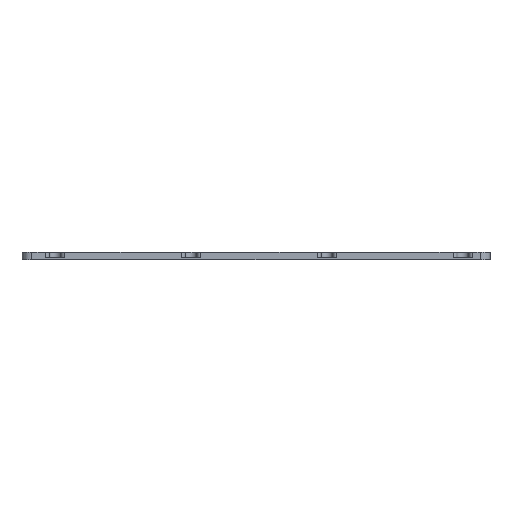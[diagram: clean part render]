
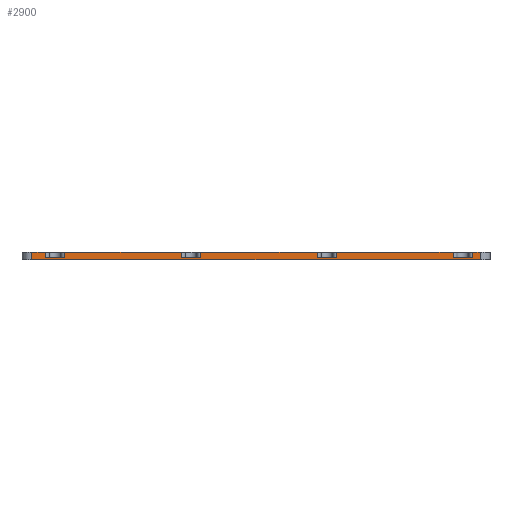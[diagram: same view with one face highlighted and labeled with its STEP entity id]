
A CAD part, left-side view. The second image highlights one B-rep face of the part: STEP entity #2900.
In plain terms, the highlighted planar face has unit normal (-1, 0, 0).
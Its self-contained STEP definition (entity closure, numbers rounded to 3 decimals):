
#91=PLANE('',#3196);
#193=FACE_OUTER_BOUND('',#383,.T.);
#383=EDGE_LOOP('',(#2286,#2287,#2288,#2289,#2290,#2291,#2292,#2293,#2294,
#2295,#2296,#2297,#2298,#2299,#2300,#2301,#2302,#2303,#2304,#2305));
#575=LINE('',#4554,#832);
#612=LINE('',#4718,#869);
#615=LINE('',#4730,#872);
#618=LINE('',#4742,#875);
#621=LINE('',#4754,#878);
#624=LINE('',#4766,#881);
#630=LINE('',#4791,#887);
#632=LINE('',#4797,#889);
#633=LINE('',#4798,#890);
#634=LINE('',#4799,#891);
#635=LINE('',#4801,#892);
#636=LINE('',#4803,#893);
#637=LINE('',#4804,#894);
#638=LINE('',#4806,#895);
#639=LINE('',#4808,#896);
#640=LINE('',#4809,#897);
#641=LINE('',#4811,#898);
#642=LINE('',#4813,#899);
#643=LINE('',#4814,#900);
#644=LINE('',#4815,#901);
#832=VECTOR('',#3644,10.);
#869=VECTOR('',#3785,10.);
#872=VECTOR('',#3794,10.);
#875=VECTOR('',#3803,10.);
#878=VECTOR('',#3812,10.);
#881=VECTOR('',#3821,10.);
#887=VECTOR('',#3847,10.);
#889=VECTOR('',#3853,10.);
#890=VECTOR('',#3854,10.);
#891=VECTOR('',#3855,10.);
#892=VECTOR('',#3856,10.);
#893=VECTOR('',#3857,10.);
#894=VECTOR('',#3858,10.);
#895=VECTOR('',#3859,10.);
#896=VECTOR('',#3860,10.);
#897=VECTOR('',#3861,10.);
#898=VECTOR('',#3862,10.);
#899=VECTOR('',#3863,10.);
#900=VECTOR('',#3864,10.);
#901=VECTOR('',#3865,10.);
#1277=VERTEX_POINT('',#4551);
#1278=VERTEX_POINT('',#4553);
#1352=VERTEX_POINT('',#4715);
#1353=VERTEX_POINT('',#4717);
#1358=VERTEX_POINT('',#4727);
#1359=VERTEX_POINT('',#4729);
#1364=VERTEX_POINT('',#4739);
#1365=VERTEX_POINT('',#4741);
#1370=VERTEX_POINT('',#4751);
#1371=VERTEX_POINT('',#4753);
#1376=VERTEX_POINT('',#4763);
#1377=VERTEX_POINT('',#4765);
#1386=VERTEX_POINT('',#4790);
#1388=VERTEX_POINT('',#4796);
#1389=VERTEX_POINT('',#4800);
#1390=VERTEX_POINT('',#4802);
#1391=VERTEX_POINT('',#4805);
#1392=VERTEX_POINT('',#4807);
#1393=VERTEX_POINT('',#4810);
#1394=VERTEX_POINT('',#4812);
#1602=EDGE_CURVE('',#1277,#1278,#575,.T.);
#1687=EDGE_CURVE('',#1352,#1353,#612,.T.);
#1693=EDGE_CURVE('',#1358,#1359,#615,.T.);
#1699=EDGE_CURVE('',#1364,#1365,#618,.T.);
#1705=EDGE_CURVE('',#1370,#1371,#621,.T.);
#1711=EDGE_CURVE('',#1376,#1377,#624,.T.);
#1724=EDGE_CURVE('',#1353,#1386,#630,.T.);
#1727=EDGE_CURVE('',#1388,#1386,#632,.T.);
#1728=EDGE_CURVE('',#1278,#1352,#633,.T.);
#1729=EDGE_CURVE('',#1277,#1377,#634,.T.);
#1730=EDGE_CURVE('',#1389,#1376,#635,.T.);
#1731=EDGE_CURVE('',#1389,#1390,#636,.T.);
#1732=EDGE_CURVE('',#1371,#1390,#637,.T.);
#1733=EDGE_CURVE('',#1391,#1370,#638,.T.);
#1734=EDGE_CURVE('',#1391,#1392,#639,.T.);
#1735=EDGE_CURVE('',#1365,#1392,#640,.T.);
#1736=EDGE_CURVE('',#1393,#1364,#641,.T.);
#1737=EDGE_CURVE('',#1393,#1394,#642,.T.);
#1738=EDGE_CURVE('',#1359,#1394,#643,.T.);
#1739=EDGE_CURVE('',#1388,#1358,#644,.T.);
#2286=ORIENTED_EDGE('',*,*,#1727,.T.);
#2287=ORIENTED_EDGE('',*,*,#1724,.F.);
#2288=ORIENTED_EDGE('',*,*,#1687,.F.);
#2289=ORIENTED_EDGE('',*,*,#1728,.F.);
#2290=ORIENTED_EDGE('',*,*,#1602,.F.);
#2291=ORIENTED_EDGE('',*,*,#1729,.T.);
#2292=ORIENTED_EDGE('',*,*,#1711,.F.);
#2293=ORIENTED_EDGE('',*,*,#1730,.F.);
#2294=ORIENTED_EDGE('',*,*,#1731,.T.);
#2295=ORIENTED_EDGE('',*,*,#1732,.F.);
#2296=ORIENTED_EDGE('',*,*,#1705,.F.);
#2297=ORIENTED_EDGE('',*,*,#1733,.F.);
#2298=ORIENTED_EDGE('',*,*,#1734,.T.);
#2299=ORIENTED_EDGE('',*,*,#1735,.F.);
#2300=ORIENTED_EDGE('',*,*,#1699,.F.);
#2301=ORIENTED_EDGE('',*,*,#1736,.F.);
#2302=ORIENTED_EDGE('',*,*,#1737,.T.);
#2303=ORIENTED_EDGE('',*,*,#1738,.F.);
#2304=ORIENTED_EDGE('',*,*,#1693,.F.);
#2305=ORIENTED_EDGE('',*,*,#1739,.F.);
#2900=ADVANCED_FACE('',(#193),#91,.T.);
#3196=AXIS2_PLACEMENT_3D('',#4795,#3851,#3852);
#3644=DIRECTION('',(0.,1.,0.));
#3785=DIRECTION('',(0.,-1.,0.));
#3794=DIRECTION('',(0.,-1.,0.));
#3803=DIRECTION('',(0.,-1.,0.));
#3812=DIRECTION('',(0.,-1.,0.));
#3821=DIRECTION('',(0.,-1.,0.));
#3847=DIRECTION('',(0.,0.,-1.));
#3851=DIRECTION('center_axis',(-1.,0.,0.));
#3852=DIRECTION('ref_axis',(0.,-1.,0.));
#3853=DIRECTION('',(0.,1.,0.));
#3854=DIRECTION('',(0.,0.,1.));
#3855=DIRECTION('',(0.,0.,1.));
#3856=DIRECTION('',(0.,0.,1.));
#3857=DIRECTION('',(0.,1.,0.));
#3858=DIRECTION('',(0.,0.,-1.));
#3859=DIRECTION('',(0.,0.,1.));
#3860=DIRECTION('',(0.,1.,0.));
#3861=DIRECTION('',(0.,0.,-1.));
#3862=DIRECTION('',(0.,0.,1.));
#3863=DIRECTION('',(0.,1.,0.));
#3864=DIRECTION('',(0.,0.,-1.));
#3865=DIRECTION('',(0.,0.,1.));
#4551=CARTESIAN_POINT('',(-96.,-129.,4.));
#4553=CARTESIAN_POINT('',(-96.,99.,4.));
#4554=CARTESIAN_POINT('',(-96.,-129.,4.));
#4715=CARTESIAN_POINT('',(-96.,99.,8.));
#4717=CARTESIAN_POINT('',(-96.,92.2,8.));
#4718=CARTESIAN_POINT('',(-96.,-129.,8.));
#4727=CARTESIAN_POINT('',(-96.,82.2,8.));
#4729=CARTESIAN_POINT('',(-96.,23.067,8.));
#4730=CARTESIAN_POINT('',(-96.,-129.,8.));
#4739=CARTESIAN_POINT('',(-96.,13.067,8.));
#4741=CARTESIAN_POINT('',(-96.,-46.067,8.));
#4742=CARTESIAN_POINT('',(-96.,-129.,8.));
#4751=CARTESIAN_POINT('',(-96.,-56.067,8.));
#4753=CARTESIAN_POINT('',(-96.,-115.2,8.));
#4754=CARTESIAN_POINT('',(-96.,-129.,8.));
#4763=CARTESIAN_POINT('',(-96.,-125.2,8.));
#4765=CARTESIAN_POINT('',(-96.,-129.,8.));
#4766=CARTESIAN_POINT('',(-96.,-129.,8.));
#4790=CARTESIAN_POINT('',(-96.,92.2,5.));
#4791=CARTESIAN_POINT('',(-96.,92.2,6.));
#4795=CARTESIAN_POINT('Origin',(-96.,99.,4.));
#4796=CARTESIAN_POINT('',(-96.,82.2,5.));
#4797=CARTESIAN_POINT('',(-96.,93.1,5.));
#4798=CARTESIAN_POINT('',(-96.,99.,4.));
#4799=CARTESIAN_POINT('',(-96.,-129.,4.));
#4800=CARTESIAN_POINT('',(-96.,-125.2,5.));
#4801=CARTESIAN_POINT('',(-96.,-125.2,6.));
#4802=CARTESIAN_POINT('',(-96.,-115.2,5.));
#4803=CARTESIAN_POINT('',(-96.,-10.6,5.));
#4804=CARTESIAN_POINT('',(-96.,-115.2,6.));
#4805=CARTESIAN_POINT('',(-96.,-56.067,5.));
#4806=CARTESIAN_POINT('',(-96.,-56.067,6.));
#4807=CARTESIAN_POINT('',(-96.,-46.067,5.));
#4808=CARTESIAN_POINT('',(-96.,23.967,5.));
#4809=CARTESIAN_POINT('',(-96.,-46.067,6.));
#4810=CARTESIAN_POINT('',(-96.,13.067,5.));
#4811=CARTESIAN_POINT('',(-96.,13.067,6.));
#4812=CARTESIAN_POINT('',(-96.,23.067,5.));
#4813=CARTESIAN_POINT('',(-96.,58.533,5.));
#4814=CARTESIAN_POINT('',(-96.,23.067,6.));
#4815=CARTESIAN_POINT('',(-96.,82.2,6.));
